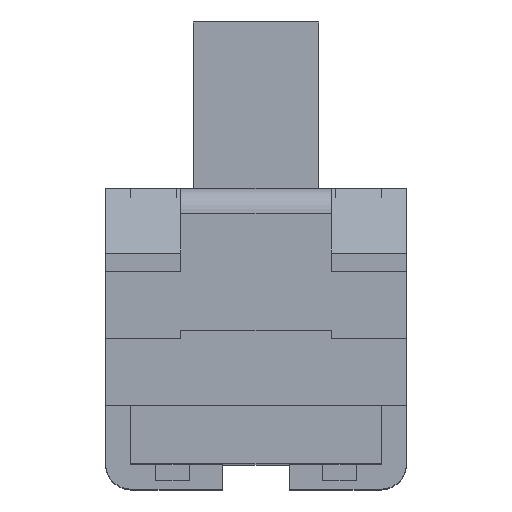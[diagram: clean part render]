
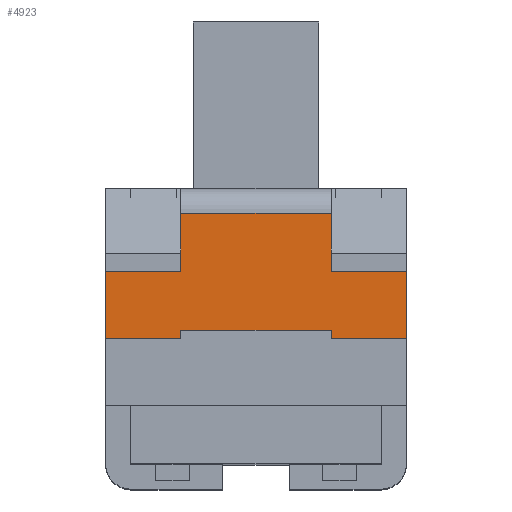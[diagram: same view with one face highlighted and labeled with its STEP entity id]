
A CAD part, top view. The second image highlights one B-rep face of the part: STEP entity #4923.
In plain terms, the highlighted planar face has unit normal (0, 0, 1).
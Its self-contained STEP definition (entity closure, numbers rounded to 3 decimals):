
#176 = EDGE_CURVE ( 'NONE', #1429, #1170, #5086, .T. ) ;
#204 = ORIENTED_EDGE ( 'NONE', *, *, #5700, .F. ) ;
#252 = ORIENTED_EDGE ( 'NONE', *, *, #6648, .F. ) ;
#255 = ORIENTED_EDGE ( 'NONE', *, *, #5439, .F. ) ;
#453 = DIRECTION ( 'NONE',  ( 0., 1., 0. ) ) ;
#483 = FACE_OUTER_BOUND ( 'NONE', #657, .T. ) ;
#587 = DIRECTION ( 'NONE',  ( 0., -1., 0. ) ) ;
#651 = CARTESIAN_POINT ( 'NONE',  ( -1.8, 2.6, 4.45 ) ) ;
#657 = EDGE_LOOP ( 'NONE', ( #252, #2304, #3998, #3287, #2123, #1836, #1671, #2105, #6684, #204, #6197, #255 ) ) ;
#680 = VECTOR ( 'NONE', #4753, 1000. ) ;
#725 = EDGE_CURVE ( 'NONE', #1712, #1170, #2235, .T. ) ;
#768 = CARTESIAN_POINT ( 'NONE',  ( -1.8, 2.6, 4.45 ) ) ;
#788 = CARTESIAN_POINT ( 'NONE',  ( 0.9, 1.9, 4.45 ) ) ;
#789 = VECTOR ( 'NONE', #6237, 1000. ) ;
#826 = VERTEX_POINT ( 'NONE', #2245 ) ;
#878 = EDGE_CURVE ( 'NONE', #5716, #2670, #2156, .T. ) ;
#895 = VERTEX_POINT ( 'NONE', #788 ) ;
#926 = LINE ( 'NONE', #1929, #5833 ) ;
#1040 = VERTEX_POINT ( 'NONE', #4514 ) ;
#1131 = VECTOR ( 'NONE', #3633, 1000. ) ;
#1170 = VERTEX_POINT ( 'NONE', #5154 ) ;
#1197 = CARTESIAN_POINT ( 'NONE',  ( 0., 1.9, 4.45 ) ) ;
#1297 = VECTOR ( 'NONE', #6581, 1000. ) ;
#1429 = VERTEX_POINT ( 'NONE', #2766 ) ;
#1534 = CARTESIAN_POINT ( 'NONE',  ( 1.8, 2.6, 4.45 ) ) ;
#1568 = LINE ( 'NONE', #1534, #3301 ) ;
#1638 = CARTESIAN_POINT ( 'NONE',  ( 0.9, 1.8, 4.45 ) ) ;
#1671 = ORIENTED_EDGE ( 'NONE', *, *, #4541, .F. ) ;
#1712 = VERTEX_POINT ( 'NONE', #3052 ) ;
#1771 = LINE ( 'NONE', #3459, #5317 ) ;
#1836 = ORIENTED_EDGE ( 'NONE', *, *, #3875, .T. ) ;
#1894 = EDGE_CURVE ( 'NONE', #2266, #4572, #926, .T. ) ;
#1929 = CARTESIAN_POINT ( 'NONE',  ( -0.9, 1.8, 4.45 ) ) ;
#1952 = DIRECTION ( 'NONE',  ( -1., 0., 0. ) ) ;
#2103 = LINE ( 'NONE', #651, #680 ) ;
#2105 = ORIENTED_EDGE ( 'NONE', *, *, #878, .T. ) ;
#2123 = ORIENTED_EDGE ( 'NONE', *, *, #725, .F. ) ;
#2156 = LINE ( 'NONE', #768, #3836 ) ;
#2179 = CARTESIAN_POINT ( 'NONE',  ( 0., 0., 4.45 ) ) ;
#2235 = LINE ( 'NONE', #1638, #1131 ) ;
#2245 = CARTESIAN_POINT ( 'NONE',  ( -0.9, 3.3, 4.45 ) ) ;
#2266 = VERTEX_POINT ( 'NONE', #6319 ) ;
#2304 = ORIENTED_EDGE ( 'NONE', *, *, #1894, .F. ) ;
#2320 = VECTOR ( 'NONE', #2458, 1000. ) ;
#2358 = VERTEX_POINT ( 'NONE', #5816 ) ;
#2385 = VERTEX_POINT ( 'NONE', #2406 ) ;
#2406 = CARTESIAN_POINT ( 'NONE',  ( -0.9, 1.8, 4.45 ) ) ;
#2458 = DIRECTION ( 'NONE',  ( -1., 0., 0. ) ) ;
#2554 = LINE ( 'NONE', #2617, #6506 ) ;
#2617 = CARTESIAN_POINT ( 'NONE',  ( -0.9, 0., 4.45 ) ) ;
#2670 = VERTEX_POINT ( 'NONE', #6679 ) ;
#2766 = CARTESIAN_POINT ( 'NONE',  ( 1.8, 2.6, 4.45 ) ) ;
#2846 = EDGE_CURVE ( 'NONE', #2266, #1429, #1568, .T. ) ;
#2939 = CARTESIAN_POINT ( 'NONE',  ( -0.9, 3.4, 4.45 ) ) ;
#3023 = EDGE_CURVE ( 'NONE', #2670, #1040, #2103, .T. ) ;
#3052 = CARTESIAN_POINT ( 'NONE',  ( 0.9, 3.3, 4.45 ) ) ;
#3287 = ORIENTED_EDGE ( 'NONE', *, *, #176, .T. ) ;
#3301 = VECTOR ( 'NONE', #453, 1000. ) ;
#3459 = CARTESIAN_POINT ( 'NONE',  ( 0., 3.3, 4.45 ) ) ;
#3463 = CARTESIAN_POINT ( 'NONE',  ( -1.8, 2.6, 4.45 ) ) ;
#3474 = CARTESIAN_POINT ( 'NONE',  ( 0.9, 1.8, 4.45 ) ) ;
#3506 = CARTESIAN_POINT ( 'NONE',  ( -0.9, 2.6, 4.45 ) ) ;
#3633 = DIRECTION ( 'NONE',  ( 0., -1., 0. ) ) ;
#3666 = VECTOR ( 'NONE', #3784, 1000. ) ;
#3672 = LINE ( 'NONE', #2939, #1297 ) ;
#3744 = PLANE ( 'NONE',  #5663 ) ;
#3784 = DIRECTION ( 'NONE',  ( -1., 0., 0. ) ) ;
#3836 = VECTOR ( 'NONE', #6336, 1000. ) ;
#3875 = EDGE_CURVE ( 'NONE', #1712, #826, #1771, .T. ) ;
#3998 = ORIENTED_EDGE ( 'NONE', *, *, #2846, .T. ) ;
#4266 = DIRECTION ( 'NONE',  ( 0., 0., 1. ) ) ;
#4514 = CARTESIAN_POINT ( 'NONE',  ( -1.8, 1.8, 4.45 ) ) ;
#4541 = EDGE_CURVE ( 'NONE', #5716, #826, #3672, .T. ) ;
#4572 = VERTEX_POINT ( 'NONE', #3474 ) ;
#4651 = LINE ( 'NONE', #5463, #6263 ) ;
#4753 = DIRECTION ( 'NONE',  ( 0., -1., 0. ) ) ;
#4923 = ADVANCED_FACE ( 'NONE', ( #483 ), #3744, .T. ) ;
#4971 = DIRECTION ( 'NONE',  ( -1., 0., 0. ) ) ;
#5086 = LINE ( 'NONE', #3463, #2320 ) ;
#5154 = CARTESIAN_POINT ( 'NONE',  ( 0.9, 2.6, 4.45 ) ) ;
#5221 = LINE ( 'NONE', #1197, #3666 ) ;
#5285 = DIRECTION ( 'NONE',  ( 0., -1., 0. ) ) ;
#5317 = VECTOR ( 'NONE', #5553, 1000. ) ;
#5439 = EDGE_CURVE ( 'NONE', #895, #2358, #5221, .T. ) ;
#5463 = CARTESIAN_POINT ( 'NONE',  ( -0.9, 1.8, 4.45 ) ) ;
#5553 = DIRECTION ( 'NONE',  ( -1., 0., 0. ) ) ;
#5663 = AXIS2_PLACEMENT_3D ( 'NONE', #2179, #4266, #5285 ) ;
#5695 = CARTESIAN_POINT ( 'NONE',  ( 0.9, 0., 4.45 ) ) ;
#5700 = EDGE_CURVE ( 'NONE', #2385, #1040, #4651, .T. ) ;
#5716 = VERTEX_POINT ( 'NONE', #3506 ) ;
#5816 = CARTESIAN_POINT ( 'NONE',  ( -0.9, 1.9, 4.45 ) ) ;
#5833 = VECTOR ( 'NONE', #1952, 1000. ) ;
#5943 = LINE ( 'NONE', #5695, #789 ) ;
#6067 = EDGE_CURVE ( 'NONE', #2358, #2385, #2554, .T. ) ;
#6197 = ORIENTED_EDGE ( 'NONE', *, *, #6067, .F. ) ;
#6237 = DIRECTION ( 'NONE',  ( 0., 1., 0. ) ) ;
#6263 = VECTOR ( 'NONE', #4971, 1000. ) ;
#6319 = CARTESIAN_POINT ( 'NONE',  ( 1.8, 1.8, 4.45 ) ) ;
#6336 = DIRECTION ( 'NONE',  ( -1., 0., 0. ) ) ;
#6506 = VECTOR ( 'NONE', #587, 1000. ) ;
#6581 = DIRECTION ( 'NONE',  ( 0., 1., 0. ) ) ;
#6648 = EDGE_CURVE ( 'NONE', #4572, #895, #5943, .T. ) ;
#6679 = CARTESIAN_POINT ( 'NONE',  ( -1.8, 2.6, 4.45 ) ) ;
#6684 = ORIENTED_EDGE ( 'NONE', *, *, #3023, .T. ) ;
